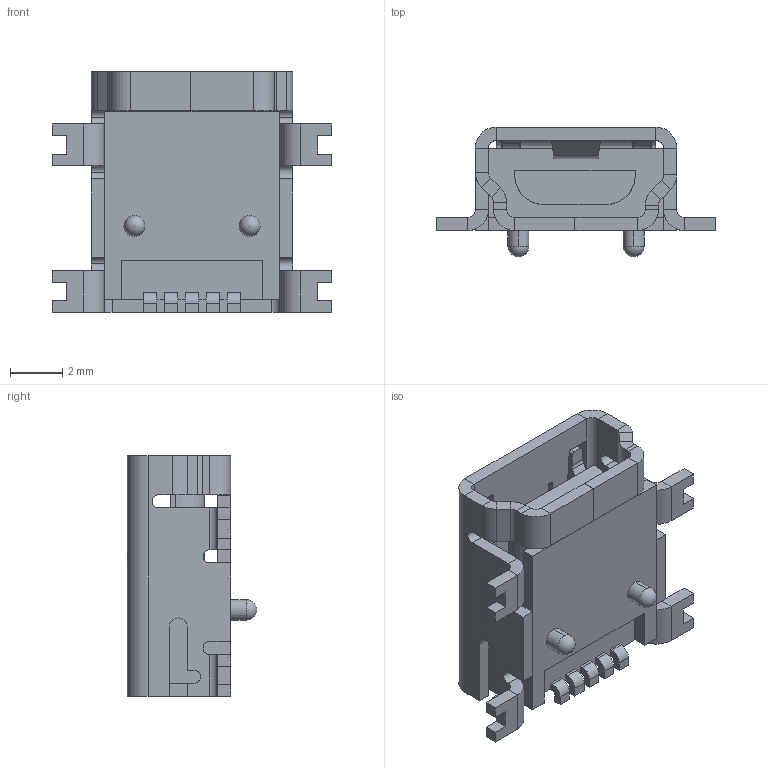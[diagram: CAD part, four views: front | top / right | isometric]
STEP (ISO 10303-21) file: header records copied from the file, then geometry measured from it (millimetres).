
FILE_DESCRIPTION (( 'STEP AP214' ), '1' );
FILE_NAME ('B37BA208-FEBA-42A1-A9AA-39896B944AF7.STEP', '2009-02-26T17:30:15', ( 'sysAdmin' ), ( 'SolidWorks' ), 'SwSTEP 2.0', 'SolidWorks 2009', '' );
FILE_SCHEMA (( 'AUTOMOTIVE_DESIGN' ));
Length unit declared in the file: millimetre
Products named in the file (1): B37BA208-FEBA-42A1-A9AA-39896B944AF7
Bounding box: 10.7 x 4.95 x 9.2 mm (x, y, z)
Volume: 171.1 mm3; surface area: 564.3 mm2
Topology: 1 solids, 1 shells, 406 faces, 1013 edges, 606 vertices
Faces by surface type: plane 274, cylinder 94, bspline 36, sphere 2
Entity records: 12290 total; most frequent: CARTESIAN_POINT 2658, ORIENTED_EDGE 2014, DIRECTION 1779, EDGE_CURVE 1007, VECTOR 697, LINE 697, VERTEX_POINT 602, AXIS2_PLACEMENT_3D 541
